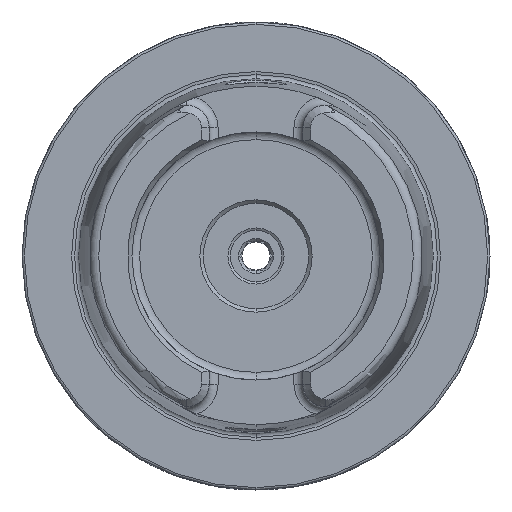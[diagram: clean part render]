
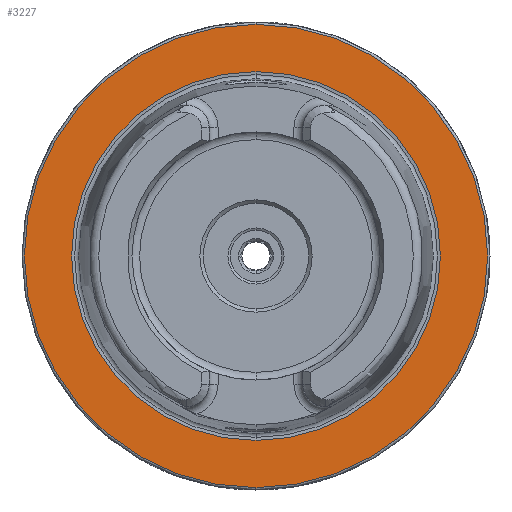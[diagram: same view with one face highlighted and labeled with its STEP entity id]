
A CAD part, left-side view. The second image highlights one B-rep face of the part: STEP entity #3227.
In plain terms, the highlighted planar face has unit normal (-1, 0, 0).
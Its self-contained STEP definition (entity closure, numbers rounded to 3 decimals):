
#314 = CIRCLE ( 'NONE', #7620, 49.5 ) ;
#649 = EDGE_CURVE ( 'NONE', #1543, #3059, #10495, .T. ) ;
#924 = AXIS2_PLACEMENT_3D ( 'NONE', #2931, #5894, #5109 ) ;
#930 = CARTESIAN_POINT ( 'NONE',  ( 0., 0., -49.5 ) ) ;
#1267 = CARTESIAN_POINT ( 'NONE',  ( 0., 0., 0. ) ) ;
#1278 = CARTESIAN_POINT ( 'NONE',  ( 0., 0., 0. ) ) ;
#1328 = ORIENTED_EDGE ( 'NONE', *, *, #649, .T. ) ;
#1522 = DIRECTION ( 'NONE',  ( -1., 0., 0. ) ) ;
#1543 = VERTEX_POINT ( 'NONE', #1886 ) ;
#1886 = CARTESIAN_POINT ( 'NONE',  ( 0., 0., 49.5 ) ) ;
#1975 = DIRECTION ( 'NONE',  ( -1., 0., 0. ) ) ;
#2253 = DIRECTION ( 'NONE',  ( 0., 0., 1. ) ) ;
#2780 = DIRECTION ( 'NONE',  ( 1., 0., 0. ) ) ;
#2896 = VERTEX_POINT ( 'NONE', #9875 ) ;
#2931 = CARTESIAN_POINT ( 'NONE',  ( 0., 0., 0. ) ) ;
#2966 = FACE_BOUND ( 'NONE', #6875, .T. ) ;
#3053 = AXIS2_PLACEMENT_3D ( 'NONE', #6579, #1522, #7411 ) ;
#3059 = VERTEX_POINT ( 'NONE', #930 ) ;
#3095 = CIRCLE ( 'NONE', #924, 39.405 ) ;
#3227 = ADVANCED_FACE ( 'NONE', ( #2966, #6917 ), #6151, .F. ) ;
#3454 = EDGE_CURVE ( 'NONE', #3059, #1543, #314, .T. ) ;
#3555 = CARTESIAN_POINT ( 'NONE',  ( 0., 0., 39.405 ) ) ;
#3896 = VERTEX_POINT ( 'NONE', #3555 ) ;
#3987 = AXIS2_PLACEMENT_3D ( 'NONE', #1267, #7282, #2253 ) ;
#5109 = DIRECTION ( 'NONE',  ( 0., 0., 1. ) ) ;
#5120 = AXIS2_PLACEMENT_3D ( 'NONE', #5343, #2780, #7822 ) ;
#5343 = CARTESIAN_POINT ( 'NONE',  ( 0., 49.5, 0. ) ) ;
#5678 = ORIENTED_EDGE ( 'NONE', *, *, #3454, .T. ) ;
#5894 = DIRECTION ( 'NONE',  ( -1., 0., 0. ) ) ;
#6151 = PLANE ( 'NONE',  #5120 ) ;
#6579 = CARTESIAN_POINT ( 'NONE',  ( 0., 0., 0. ) ) ;
#6875 = EDGE_LOOP ( 'NONE', ( #9972, #9553 ) ) ;
#6901 = EDGE_CURVE ( 'NONE', #3896, #2896, #3095, .T. ) ;
#6917 = FACE_OUTER_BOUND ( 'NONE', #9687, .T. ) ;
#7282 = DIRECTION ( 'NONE',  ( -1., 0., 0. ) ) ;
#7411 = DIRECTION ( 'NONE',  ( 0., 0., 1. ) ) ;
#7620 = AXIS2_PLACEMENT_3D ( 'NONE', #1278, #1975, #7625 ) ;
#7625 = DIRECTION ( 'NONE',  ( 0., 0., 1. ) ) ;
#7707 = EDGE_CURVE ( 'NONE', #2896, #3896, #10715, .T. ) ;
#7822 = DIRECTION ( 'NONE',  ( 0., 0., -1. ) ) ;
#9553 = ORIENTED_EDGE ( 'NONE', *, *, #7707, .F. ) ;
#9687 = EDGE_LOOP ( 'NONE', ( #1328, #5678 ) ) ;
#9875 = CARTESIAN_POINT ( 'NONE',  ( 0., 0., -39.405 ) ) ;
#9972 = ORIENTED_EDGE ( 'NONE', *, *, #6901, .F. ) ;
#10495 = CIRCLE ( 'NONE', #3987, 49.5 ) ;
#10715 = CIRCLE ( 'NONE', #3053, 39.405 ) ;
